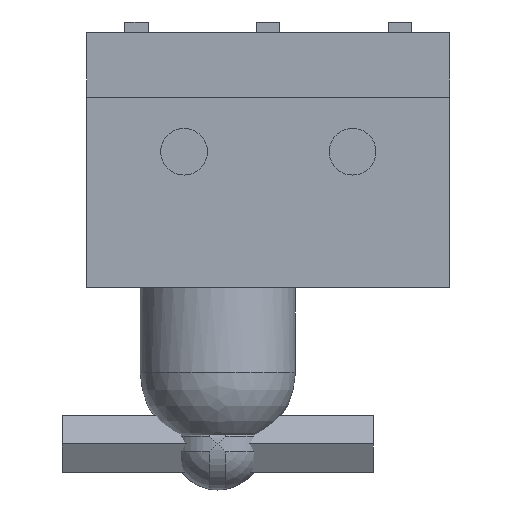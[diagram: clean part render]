
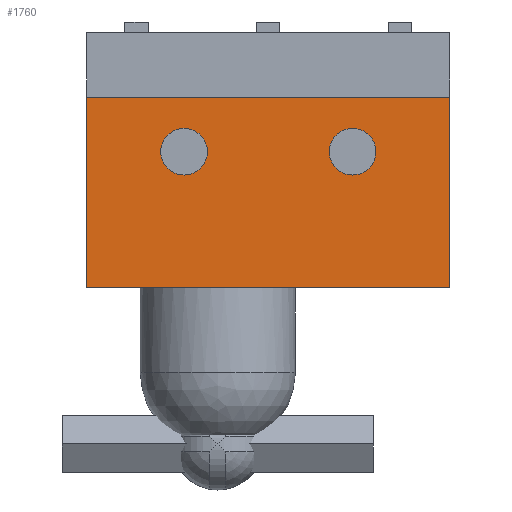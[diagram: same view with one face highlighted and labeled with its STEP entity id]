
A CAD part, left-side view. The second image highlights one B-rep face of the part: STEP entity #1760.
In plain terms, the highlighted planar face has unit normal (-1, 0, 0).
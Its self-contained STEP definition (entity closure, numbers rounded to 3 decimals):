
#67=FACE_BOUND('',#689,.T.);
#68=FACE_BOUND('',#690,.T.);
#109=PLANE('',#1948);
#244=LINE('',#2816,#413);
#245=LINE('',#2818,#414);
#246=LINE('',#2820,#415);
#247=LINE('',#2821,#416);
#413=VECTOR('',#2176,10.);
#414=VECTOR('',#2177,10.);
#415=VECTOR('',#2178,10.);
#416=VECTOR('',#2179,10.);
#584=FACE_OUTER_BOUND('',#688,.T.);
#688=EDGE_LOOP('',(#1297,#1298,#1299,#1300));
#689=EDGE_LOOP('',(#1301));
#690=EDGE_LOOP('',(#1302));
#799=CIRCLE('',#1949,0.9);
#800=CIRCLE('',#1950,0.9);
#861=VERTEX_POINT('',#2814);
#862=VERTEX_POINT('',#2815);
#863=VERTEX_POINT('',#2817);
#864=VERTEX_POINT('',#2819);
#865=VERTEX_POINT('',#2822);
#866=VERTEX_POINT('',#2824);
#1027=EDGE_CURVE('',#861,#862,#244,.T.);
#1028=EDGE_CURVE('',#862,#863,#245,.T.);
#1029=EDGE_CURVE('',#863,#864,#246,.T.);
#1030=EDGE_CURVE('',#864,#861,#247,.T.);
#1031=EDGE_CURVE('',#865,#865,#799,.T.);
#1032=EDGE_CURVE('',#866,#866,#800,.T.);
#1297=ORIENTED_EDGE('',*,*,#1027,.T.);
#1298=ORIENTED_EDGE('',*,*,#1028,.T.);
#1299=ORIENTED_EDGE('',*,*,#1029,.T.);
#1300=ORIENTED_EDGE('',*,*,#1030,.T.);
#1301=ORIENTED_EDGE('',*,*,#1031,.F.);
#1302=ORIENTED_EDGE('',*,*,#1032,.F.);
#1760=ADVANCED_FACE('',(#584,#67,#68),#109,.T.);
#1948=AXIS2_PLACEMENT_3D('',#2813,#2174,#2175);
#1949=AXIS2_PLACEMENT_3D('',#2823,#2180,#2181);
#1950=AXIS2_PLACEMENT_3D('',#2825,#2182,#2183);
#2174=DIRECTION('center_axis',(-1.,0.,0.));
#2175=DIRECTION('ref_axis',(0.,0.,1.));
#2176=DIRECTION('',(0.,0.,1.));
#2177=DIRECTION('',(0.,1.,0.));
#2178=DIRECTION('',(0.,0.,-1.));
#2179=DIRECTION('',(0.,-1.,0.));
#2180=DIRECTION('center_axis',(-1.,0.,0.));
#2181=DIRECTION('ref_axis',(0.,-1.,0.));
#2182=DIRECTION('center_axis',(-1.,0.,0.));
#2183=DIRECTION('ref_axis',(0.,-1.,0.));
#2813=CARTESIAN_POINT('Origin',(-3.827,-9.45,18.765));
#2814=CARTESIAN_POINT('',(-3.827,-16.45,13.515));
#2815=CARTESIAN_POINT('',(-3.827,-16.45,20.865));
#2816=CARTESIAN_POINT('',(-3.827,-16.45,17.865));
#2817=CARTESIAN_POINT('',(-3.827,-2.45,20.865));
#2818=CARTESIAN_POINT('',(-3.827,-16.45,20.865));
#2819=CARTESIAN_POINT('',(-3.827,-2.45,13.515));
#2820=CARTESIAN_POINT('',(-3.827,-2.45,19.665));
#2821=CARTESIAN_POINT('',(-3.827,-2.45,13.515));
#2822=CARTESIAN_POINT('',(-3.827,-5.3,18.765));
#2823=CARTESIAN_POINT('Origin',(-3.827,-6.2,18.765));
#2824=CARTESIAN_POINT('',(-3.827,-11.8,18.765));
#2825=CARTESIAN_POINT('Origin',(-3.827,-12.7,18.765));
